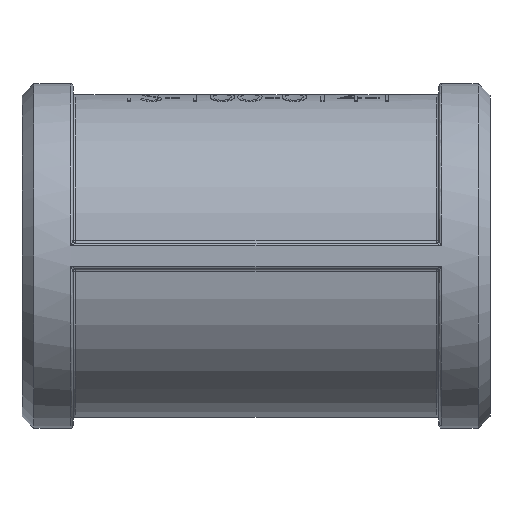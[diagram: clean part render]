
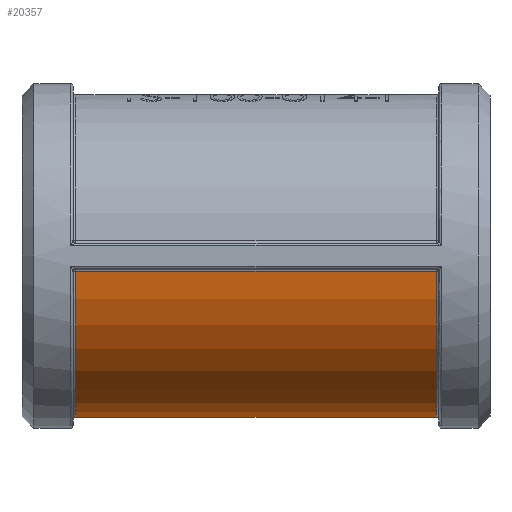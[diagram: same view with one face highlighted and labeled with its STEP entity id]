
A CAD part, front view. The second image highlights one B-rep face of the part: STEP entity #20357.
In plain terms, the highlighted cylindrical face has radius 19 mm (diameter 38 mm), a partial arc.
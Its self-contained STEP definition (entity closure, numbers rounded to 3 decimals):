
#239 = LINE ( 'NONE', #255, #12994 ) ;
#255 = CARTESIAN_POINT ( 'NONE',  ( 0., 18.917, -1.772 ) ) ;
#266 = DIRECTION ( 'NONE',  ( -1., 0., 0. ) ) ;
#1534 = ORIENTED_EDGE ( 'NONE', *, *, #13542, .F. ) ;
#1553 = ORIENTED_EDGE ( 'NONE', *, *, #13609, .F. ) ;
#1558 = ORIENTED_EDGE ( 'NONE', *, *, #13589, .F. ) ;
#1561 = ORIENTED_EDGE ( 'NONE', *, *, #13600, .F. ) ;
#1572 = ORIENTED_EDGE ( 'NONE', *, *, #13611, .F. ) ;
#1580 = ORIENTED_EDGE ( 'NONE', *, *, #13606, .F. ) ;
#1605 = ORIENTED_EDGE ( 'NONE', *, *, #13551, .F. ) ;
#1670 = EDGE_LOOP ( 'NONE', ( #1561, #1558, #1553, #1580, #1572, #1605, #1534 ) ) ;
#5231 = VERTEX_POINT ( 'NONE', #6433 ) ;
#5256 = VERTEX_POINT ( 'NONE', #6480 ) ;
#5263 = VERTEX_POINT ( 'NONE', #6434 ) ;
#5282 = VERTEX_POINT ( 'NONE', #6435 ) ;
#5323 = VERTEX_POINT ( 'NONE', #6491 ) ;
#5342 = VERTEX_POINT ( 'NONE', #6510 ) ;
#5369 = VERTEX_POINT ( 'NONE', #6535 ) ;
#6433 = CARTESIAN_POINT ( 'NONE',  ( 0., 15.949, -10.326 ) ) ;
#6434 = CARTESIAN_POINT ( 'NONE',  ( -21.2, -18.917, -1.772 ) ) ;
#6435 = CARTESIAN_POINT ( 'NONE',  ( 12.315, 18.917, -1.772 ) ) ;
#6480 = CARTESIAN_POINT ( 'NONE',  ( 21.2, 18.917, -1.772 ) ) ;
#6491 = CARTESIAN_POINT ( 'NONE',  ( -21.2, 18.917, -1.772 ) ) ;
#6510 = CARTESIAN_POINT ( 'NONE',  ( 21.2, -18.917, -1.772 ) ) ;
#6535 = CARTESIAN_POINT ( 'NONE',  ( -12.315, 18.917, -1.772 ) ) ;
#9919 = B_SPLINE_CURVE_WITH_KNOTS ( 'NONE', 3,
 ( #16813, #16780, #16796, #16815, #16781, #16802, #16816 ),
 .UNSPECIFIED., .F., .F.,
 ( 4, 1, 1, 1, 4 ),
 ( 0., 0.286, 0.571, 0.857, 1. ),
 .UNSPECIFIED. ) ;
#9931 = B_SPLINE_CURVE_WITH_KNOTS ( 'NONE', 3,
 ( #16456, #16467, #16480, #16464, #16476, #16463, #16466 ),
 .UNSPECIFIED., .F., .F.,
 ( 4, 1, 1, 1, 4 ),
 ( 0., 0.143, 0.429, 0.714, 1. ),
 .UNSPECIFIED. ) ;
#12992 = VECTOR ( 'NONE', #16381, 1000. ) ;
#12994 = VECTOR ( 'NONE', #266, 1000. ) ;
#13006 = AXIS2_PLACEMENT_3D ( 'NONE', #16444, #16436, #16452 ) ;
#13011 = CIRCLE ( 'NONE', #13006, 19. ) ;
#13018 = AXIS2_PLACEMENT_3D ( 'NONE', #16420, #16428, #16442 ) ;
#13021 = VECTOR ( 'NONE', #16426, 1000. ) ;
#13035 = CIRCLE ( 'NONE', #13018, 19. ) ;
#13542 = EDGE_CURVE ( 'NONE', #5256, #5282, #239, .T. ) ;
#13551 = EDGE_CURVE ( 'NONE', #5282, #5231, #9919, .T. ) ;
#13589 = EDGE_CURVE ( 'NONE', #5263, #5342, #16399, .T. ) ;
#13600 = EDGE_CURVE ( 'NONE', #5342, #5256, #13011, .T. ) ;
#13606 = EDGE_CURVE ( 'NONE', #5369, #5323, #16430, .T. ) ;
#13609 = EDGE_CURVE ( 'NONE', #5323, #5263, #13035, .T. ) ;
#13611 = EDGE_CURVE ( 'NONE', #5231, #5369, #9931, .T. ) ;
#16381 = DIRECTION ( 'NONE',  ( 1., 0., 0. ) ) ;
#16389 = CARTESIAN_POINT ( 'NONE',  ( 0., -18.917, -1.772 ) ) ;
#16399 = LINE ( 'NONE', #16389, #12992 ) ;
#16417 = CARTESIAN_POINT ( 'NONE',  ( 0., 18.917, -1.772 ) ) ;
#16420 = CARTESIAN_POINT ( 'NONE',  ( -21.2, 0., 0. ) ) ;
#16426 = DIRECTION ( 'NONE',  ( -1., 0., 0. ) ) ;
#16428 = DIRECTION ( 'NONE',  ( -1., 0., 0. ) ) ;
#16430 = LINE ( 'NONE', #16417, #13021 ) ;
#16436 = DIRECTION ( 'NONE',  ( 1., 0., 0. ) ) ;
#16442 = DIRECTION ( 'NONE',  ( 0., 0., -1. ) ) ;
#16444 = CARTESIAN_POINT ( 'NONE',  ( 21.2, 0., 0. ) ) ;
#16452 = DIRECTION ( 'NONE',  ( 0., 0., -1. ) ) ;
#16456 = CARTESIAN_POINT ( 'NONE',  ( 0., 15.949, -10.326 ) ) ;
#16463 = CARTESIAN_POINT ( 'NONE',  ( -12.023, 18.788, -3.154 ) ) ;
#16464 = CARTESIAN_POINT ( 'NONE',  ( -7.288, 16.95, -8.715 ) ) ;
#16466 = CARTESIAN_POINT ( 'NONE',  ( -12.315, 18.917, -1.772 ) ) ;
#16467 = CARTESIAN_POINT ( 'NONE',  ( -0.852, 15.949, -10.326 ) ) ;
#16476 = CARTESIAN_POINT ( 'NONE',  ( -10.753, 18.224, -5.775 ) ) ;
#16480 = CARTESIAN_POINT ( 'NONE',  ( -3.414, 16.091, -10.108 ) ) ;
#16780 = CARTESIAN_POINT ( 'NONE',  ( 12.023, 18.788, -3.153 ) ) ;
#16781 = CARTESIAN_POINT ( 'NONE',  ( 3.415, 16.091, -10.107 ) ) ;
#16796 = CARTESIAN_POINT ( 'NONE',  ( 10.753, 18.224, -5.775 ) ) ;
#16802 = CARTESIAN_POINT ( 'NONE',  ( 0.852, 15.949, -10.326 ) ) ;
#16813 = CARTESIAN_POINT ( 'NONE',  ( 12.315, 18.917, -1.772 ) ) ;
#16815 = CARTESIAN_POINT ( 'NONE',  ( 7.288, 16.95, -8.715 ) ) ;
#16816 = CARTESIAN_POINT ( 'NONE',  ( 0., 15.949, -10.326 ) ) ;
#17610 = FACE_OUTER_BOUND ( 'NONE', #1670, .T. ) ;
#17787 = DIRECTION ( 'NONE',  ( 1., 0., 0. ) ) ;
#17816 = CYLINDRICAL_SURFACE ( 'NONE', #23146, 19. ) ;
#17818 = DIRECTION ( 'NONE',  ( 0., -1., 0. ) ) ;
#17823 = CARTESIAN_POINT ( 'NONE',  ( 0., 0., 0. ) ) ;
#20357 = ADVANCED_FACE ( 'NONE', ( #17610 ), #17816, .T. ) ;
#23146 = AXIS2_PLACEMENT_3D ( 'NONE', #17823, #17787, #17818 ) ;
